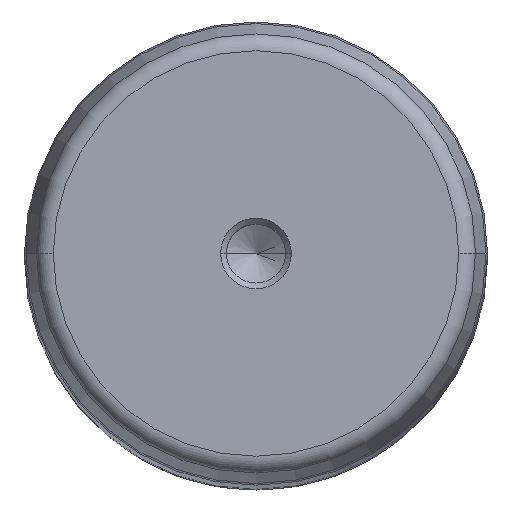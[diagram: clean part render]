
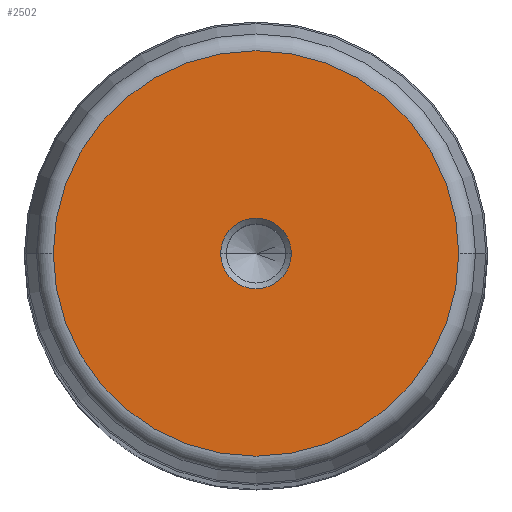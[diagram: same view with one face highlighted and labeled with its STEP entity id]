
A CAD part, top view. The second image highlights one B-rep face of the part: STEP entity #2502.
In plain terms, the highlighted planar face has unit normal (0, 0, 1).
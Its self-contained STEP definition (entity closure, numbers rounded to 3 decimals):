
#3 = ORIENTED_EDGE ( 'NONE', *, *, #2067, .T. ) ;
#303 = VERTEX_POINT ( 'NONE', #2908 ) ;
#308 = ORIENTED_EDGE ( 'NONE', *, *, #2560, .T. ) ;
#369 = CARTESIAN_POINT ( 'NONE',  ( 6.1, 0., 500. ) ) ;
#469 = CARTESIAN_POINT ( 'NONE',  ( 35.019, 0., 500. ) ) ;
#481 = DIRECTION ( 'NONE',  ( 0., 0., -1. ) ) ;
#604 = EDGE_CURVE ( 'NONE', #303, #3445, #875, .T. ) ;
#650 = EDGE_LOOP ( 'NONE', ( #3, #741 ) ) ;
#735 = DIRECTION ( 'NONE',  ( 1., 0., 0. ) ) ;
#741 = ORIENTED_EDGE ( 'NONE', *, *, #604, .T. ) ;
#872 = AXIS2_PLACEMENT_3D ( 'NONE', #3237, #481, #735 ) ;
#875 = CIRCLE ( 'NONE', #3441, 35.019 ) ;
#916 = ORIENTED_EDGE ( 'NONE', *, *, #3282, .T. ) ;
#981 = AXIS2_PLACEMENT_3D ( 'NONE', #1311, #1818, #1588 ) ;
#1097 = AXIS2_PLACEMENT_3D ( 'NONE', #1755, #2873, #2039 ) ;
#1230 = DIRECTION ( 'NONE',  ( 0., 0., 1. ) ) ;
#1240 = CARTESIAN_POINT ( 'NONE',  ( -6.1, 0., 500. ) ) ;
#1243 = FACE_OUTER_BOUND ( 'NONE', #650, .T. ) ;
#1311 = CARTESIAN_POINT ( 'NONE',  ( 0., 0., 500. ) ) ;
#1505 = DIRECTION ( 'NONE',  ( 0., 0., 1. ) ) ;
#1588 = DIRECTION ( 'NONE',  ( 1., 0., 0. ) ) ;
#1729 = AXIS2_PLACEMENT_3D ( 'NONE', #3413, #1505, #3168 ) ;
#1755 = CARTESIAN_POINT ( 'NONE',  ( 0., 0., 500. ) ) ;
#1818 = DIRECTION ( 'NONE',  ( 0., 0., -1. ) ) ;
#1857 = VERTEX_POINT ( 'NONE', #369 ) ;
#1905 = FACE_BOUND ( 'NONE', #3543, .T. ) ;
#2036 = CIRCLE ( 'NONE', #981, 6.1 ) ;
#2039 = DIRECTION ( 'NONE',  ( 1., 0., 0. ) ) ;
#2067 = EDGE_CURVE ( 'NONE', #3445, #303, #3169, .T. ) ;
#2402 = VERTEX_POINT ( 'NONE', #1240 ) ;
#2502 = ADVANCED_FACE ( 'NONE', ( #1243, #1905 ), #3396, .T. ) ;
#2560 = EDGE_CURVE ( 'NONE', #1857, #2402, #2036, .T. ) ;
#2873 = DIRECTION ( 'NONE',  ( 0., 0., 1. ) ) ;
#2908 = CARTESIAN_POINT ( 'NONE',  ( -35.019, 0., 500. ) ) ;
#3155 = DIRECTION ( 'NONE',  ( 1., 0., 0. ) ) ;
#3164 = CARTESIAN_POINT ( 'NONE',  ( 0., 0., 500. ) ) ;
#3168 = DIRECTION ( 'NONE',  ( 1., 0., 0. ) ) ;
#3169 = CIRCLE ( 'NONE', #1729, 35.019 ) ;
#3237 = CARTESIAN_POINT ( 'NONE',  ( 0., 0., 500. ) ) ;
#3282 = EDGE_CURVE ( 'NONE', #2402, #1857, #3335, .T. ) ;
#3335 = CIRCLE ( 'NONE', #872, 6.1 ) ;
#3396 = PLANE ( 'NONE',  #1097 ) ;
#3413 = CARTESIAN_POINT ( 'NONE',  ( 0., 0., 500. ) ) ;
#3441 = AXIS2_PLACEMENT_3D ( 'NONE', #3164, #1230, #3155 ) ;
#3445 = VERTEX_POINT ( 'NONE', #469 ) ;
#3543 = EDGE_LOOP ( 'NONE', ( #308, #916 ) ) ;
